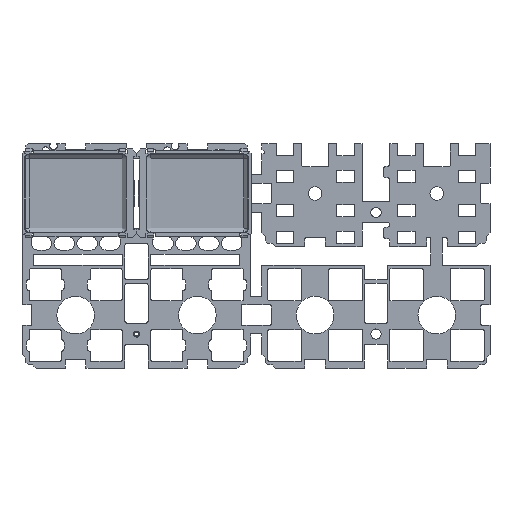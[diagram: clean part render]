
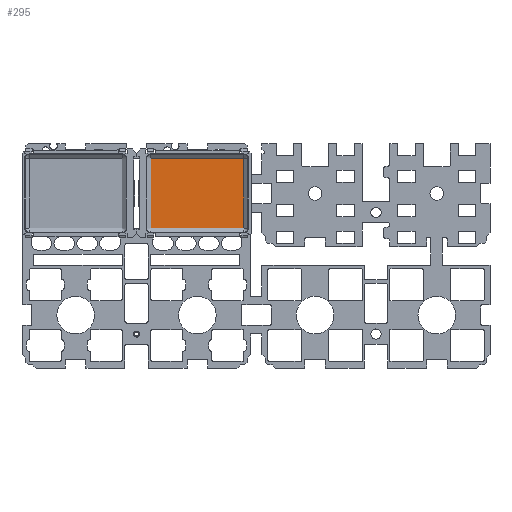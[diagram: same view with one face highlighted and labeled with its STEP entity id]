
A CAD part, top view. The second image highlights one B-rep face of the part: STEP entity #295.
In plain terms, the highlighted planar face has unit normal (0, 0, 1).
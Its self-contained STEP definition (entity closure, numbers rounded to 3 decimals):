
#181 = VERTEX_POINT('',#182);
#182 = CARTESIAN_POINT('',(-20.4,-15.3,1.));
#188 = EDGE_CURVE('',#181,#189,#191,.T.);
#189 = VERTEX_POINT('',#190);
#190 = CARTESIAN_POINT('',(-20.4,15.3,1.));
#191 = LINE('',#192,#193);
#192 = CARTESIAN_POINT('',(-20.4,-15.3,1.));
#193 = VECTOR('',#194,1.);
#194 = DIRECTION('',(0.,1.,0.));
#277 = EDGE_CURVE('',#189,#278,#280,.T.);
#278 = VERTEX_POINT('',#279);
#279 = CARTESIAN_POINT('',(20.4,15.3,1.));
#280 = LINE('',#281,#282);
#281 = CARTESIAN_POINT('',(-20.4,15.3,1.));
#282 = VECTOR('',#283,1.);
#283 = DIRECTION('',(1.,0.,0.));
#295 = ADVANCED_FACE('',(#296),#314,.T.);
#296 = FACE_BOUND('',#297,.F.);
#297 = EDGE_LOOP('',(#298,#299,#300,#308));
#298 = ORIENTED_EDGE('',*,*,#188,.T.);
#299 = ORIENTED_EDGE('',*,*,#277,.T.);
#300 = ORIENTED_EDGE('',*,*,#301,.T.);
#301 = EDGE_CURVE('',#278,#302,#304,.T.);
#302 = VERTEX_POINT('',#303);
#303 = CARTESIAN_POINT('',(20.4,-15.3,1.));
#304 = LINE('',#305,#306);
#305 = CARTESIAN_POINT('',(20.4,15.3,1.));
#306 = VECTOR('',#307,1.);
#307 = DIRECTION('',(0.,-1.,0.));
#308 = ORIENTED_EDGE('',*,*,#309,.T.);
#309 = EDGE_CURVE('',#302,#181,#310,.T.);
#310 = LINE('',#311,#312);
#311 = CARTESIAN_POINT('',(20.4,-15.3,1.));
#312 = VECTOR('',#313,1.);
#313 = DIRECTION('',(-1.,0.,0.));
#314 = PLANE('',#315);
#315 = AXIS2_PLACEMENT_3D('',#316,#317,#318);
#316 = CARTESIAN_POINT('',(0.,0.,1.));
#317 = DIRECTION('',(0.,0.,1.));
#318 = DIRECTION('',(1.,0.,-0.));
